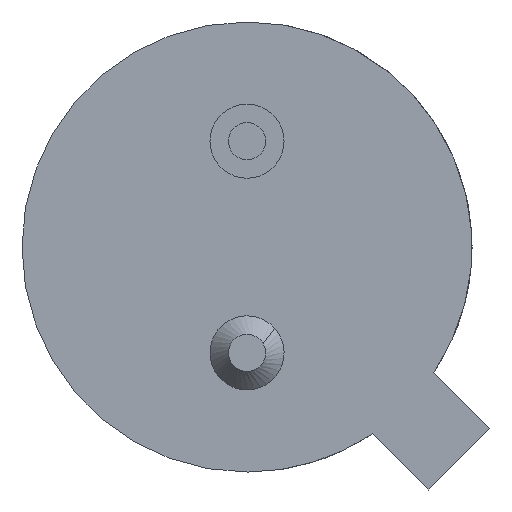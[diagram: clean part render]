
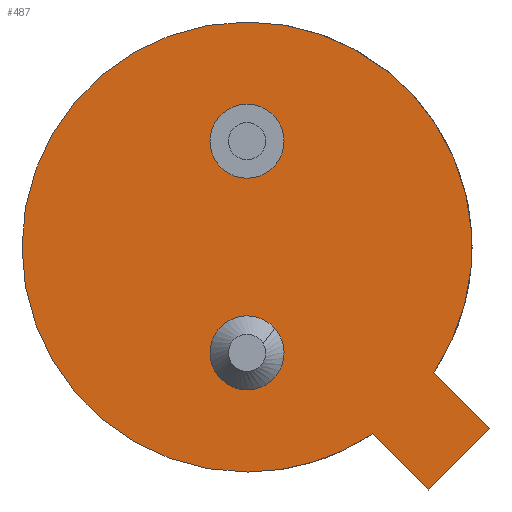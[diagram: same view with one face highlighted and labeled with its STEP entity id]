
A CAD part, front view. The second image highlights one B-rep face of the part: STEP entity #487.
In plain terms, the highlighted planar face has unit normal (0, -1, 0).
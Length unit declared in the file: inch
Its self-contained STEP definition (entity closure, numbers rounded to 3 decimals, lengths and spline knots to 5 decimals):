
#50 = VERTEX_POINT ( 'NONE', #340 ) ;
#57 = EDGE_CURVE ( 'NONE', #879, #979, #1129, .T. ) ;
#62 = DIRECTION ( 'NONE',  ( 0., 1., 0. ) ) ;
#65 = EDGE_CURVE ( 'NONE', #524, #128, #906, .T. ) ;
#73 = EDGE_CURVE ( 'NONE', #232, #298, #1330, .T. ) ;
#74 = AXIS2_PLACEMENT_3D ( 'NONE', #258, #399, #552 ) ;
#95 = CARTESIAN_POINT ( 'NONE',  ( 0.05926, -0.012, -0.08825 ) ) ;
#121 = AXIS2_PLACEMENT_3D ( 'NONE', #208, #62, #1286 ) ;
#128 = VERTEX_POINT ( 'NONE', #249 ) ;
#149 = CARTESIAN_POINT ( 'NONE',  ( 0.08577, -0.012, -0.11477 ) ) ;
#165 = EDGE_LOOP ( 'NONE', ( #810, #828 ) ) ;
#169 = ORIENTED_EDGE ( 'NONE', *, *, #73, .F. ) ;
#198 = CARTESIAN_POINT ( 'NONE',  ( 0.08825, -0.012, -0.05926 ) ) ;
#208 = CARTESIAN_POINT ( 'NONE',  ( 0., -0.012, 0. ) ) ;
#232 = VERTEX_POINT ( 'NONE', #988 ) ;
#249 = CARTESIAN_POINT ( 'NONE',  ( 0., -0.012, -0.1063 ) ) ;
#258 = CARTESIAN_POINT ( 'NONE',  ( 0., -0.012, -0.05 ) ) ;
#278 = EDGE_CURVE ( 'NONE', #50, #753, #911, .T. ) ;
#294 = ORIENTED_EDGE ( 'NONE', *, *, #707, .F. ) ;
#298 = VERTEX_POINT ( 'NONE', #424 ) ;
#316 = AXIS2_PLACEMENT_3D ( 'NONE', #1148, #597, #453 ) ;
#332 = DIRECTION ( 'NONE',  ( 0.707, 0., -0.707 ) ) ;
#340 = CARTESIAN_POINT ( 'NONE',  ( 0.01308, -0.012, -0.03838 ) ) ;
#362 = EDGE_LOOP ( 'NONE', ( #476, #294, #780, #663, #882, #583 ) ) ;
#369 = VERTEX_POINT ( 'NONE', #149 ) ;
#397 = CIRCLE ( 'NONE', #1079, 0.0175 ) ;
#398 = VECTOR ( 'NONE', #818, 39.37008 ) ;
#399 = DIRECTION ( 'NONE',  ( 0., -1., 0. ) ) ;
#401 = CIRCLE ( 'NONE', #74, 0.0175 ) ;
#422 = AXIS2_PLACEMENT_3D ( 'NONE', #987, #584, #440 ) ;
#424 = CARTESIAN_POINT ( 'NONE',  ( 0., -0.012, 0.0675 ) ) ;
#440 = DIRECTION ( 'NONE',  ( 0., 0., 1. ) ) ;
#442 = DIRECTION ( 'NONE',  ( -0.707, 0., -0.707 ) ) ;
#453 = DIRECTION ( 'NONE',  ( 0., 0., 1. ) ) ;
#464 = CARTESIAN_POINT ( 'NONE',  ( 0., -0.012, 0.1063 ) ) ;
#472 = CARTESIAN_POINT ( 'NONE',  ( 0.08825, -0.012, -0.05926 ) ) ;
#476 = ORIENTED_EDGE ( 'NONE', *, *, #65, .F. ) ;
#487 = ADVANCED_FACE ( 'NONE', ( #840, #978, #1054 ), #1320, .F. ) ;
#509 = EDGE_CURVE ( 'NONE', #298, #232, #397, .T. ) ;
#524 = VERTEX_POINT ( 'NONE', #95 ) ;
#535 = DIRECTION ( 'NONE',  ( 0., 0., -1. ) ) ;
#552 = DIRECTION ( 'NONE',  ( 0., 0., -1. ) ) ;
#583 = ORIENTED_EDGE ( 'NONE', *, *, #1211, .F. ) ;
#584 = DIRECTION ( 'NONE',  ( 0., 1., 0. ) ) ;
#586 = CARTESIAN_POINT ( 'NONE',  ( 0.11477, -0.012, -0.08577 ) ) ;
#597 = DIRECTION ( 'NONE',  ( 0., 1., 0. ) ) ;
#605 = EDGE_CURVE ( 'NONE', #753, #50, #401, .T. ) ;
#625 = LINE ( 'NONE', #472, #1307 ) ;
#647 = DIRECTION ( 'NONE',  ( 0., 0., 1. ) ) ;
#663 = ORIENTED_EDGE ( 'NONE', *, *, #904, .F. ) ;
#670 = DIRECTION ( 'NONE',  ( 0., -1., 0. ) ) ;
#707 = EDGE_CURVE ( 'NONE', #369, #524, #1085, .T. ) ;
#722 = LINE ( 'NONE', #586, #1342 ) ;
#733 = CIRCLE ( 'NONE', #422, 0.1063 ) ;
#737 = CARTESIAN_POINT ( 'NONE',  ( 0.11477, -0.012, -0.08577 ) ) ;
#753 = VERTEX_POINT ( 'NONE', #839 ) ;
#757 = EDGE_LOOP ( 'NONE', ( #1345, #169 ) ) ;
#764 = DIRECTION ( 'NONE',  ( 0., -1., 0. ) ) ;
#780 = ORIENTED_EDGE ( 'NONE', *, *, #1001, .F. ) ;
#791 = CARTESIAN_POINT ( 'NONE',  ( 0., -0.012, -0.05 ) ) ;
#807 = DIRECTION ( 'NONE',  ( 0., 0., 1. ) ) ;
#810 = ORIENTED_EDGE ( 'NONE', *, *, #278, .F. ) ;
#818 = DIRECTION ( 'NONE',  ( -0.707, 0., 0.707 ) ) ;
#828 = ORIENTED_EDGE ( 'NONE', *, *, #605, .F. ) ;
#839 = CARTESIAN_POINT ( 'NONE',  ( -0.01308, -0.012, -0.06162 ) ) ;
#840 = FACE_OUTER_BOUND ( 'NONE', #362, .T. ) ;
#866 = CARTESIAN_POINT ( 'NONE',  ( 0.05926, -0.012, -0.08825 ) ) ;
#879 = VERTEX_POINT ( 'NONE', #464 ) ;
#882 = ORIENTED_EDGE ( 'NONE', *, *, #57, .F. ) ;
#894 = CARTESIAN_POINT ( 'NONE',  ( 0., -0.012, 0.05 ) ) ;
#904 = EDGE_CURVE ( 'NONE', #979, #1281, #625, .T. ) ;
#906 = CIRCLE ( 'NONE', #316, 0.1063 ) ;
#911 = CIRCLE ( 'NONE', #1104, 0.0175 ) ;
#943 = DIRECTION ( 'NONE',  ( 0., 0., 1. ) ) ;
#950 = DIRECTION ( 'NONE',  ( 0., -1., 0. ) ) ;
#978 = FACE_BOUND ( 'NONE', #165, .T. ) ;
#979 = VERTEX_POINT ( 'NONE', #198 ) ;
#987 = CARTESIAN_POINT ( 'NONE',  ( 0., -0.012, 0. ) ) ;
#988 = CARTESIAN_POINT ( 'NONE',  ( 0., -0.012, 0.0325 ) ) ;
#1001 = EDGE_CURVE ( 'NONE', #1281, #369, #722, .T. ) ;
#1054 = FACE_BOUND ( 'NONE', #757, .T. ) ;
#1072 = AXIS2_PLACEMENT_3D ( 'NONE', #894, #764, #647 ) ;
#1079 = AXIS2_PLACEMENT_3D ( 'NONE', #1086, #950, #807 ) ;
#1085 = LINE ( 'NONE', #866, #398 ) ;
#1086 = CARTESIAN_POINT ( 'NONE',  ( 0., -0.012, 0.05 ) ) ;
#1087 = AXIS2_PLACEMENT_3D ( 'NONE', #1351, #1221, #943 ) ;
#1104 = AXIS2_PLACEMENT_3D ( 'NONE', #791, #670, #535 ) ;
#1129 = CIRCLE ( 'NONE', #121, 0.1063 ) ;
#1148 = CARTESIAN_POINT ( 'NONE',  ( 0., -0.012, 0. ) ) ;
#1211 = EDGE_CURVE ( 'NONE', #128, #879, #733, .T. ) ;
#1221 = DIRECTION ( 'NONE',  ( 0., 1., 0. ) ) ;
#1281 = VERTEX_POINT ( 'NONE', #737 ) ;
#1286 = DIRECTION ( 'NONE',  ( 0., 0., 1. ) ) ;
#1307 = VECTOR ( 'NONE', #332, 39.37008 ) ;
#1320 = PLANE ( 'NONE',  #1087 ) ;
#1330 = CIRCLE ( 'NONE', #1072, 0.0175 ) ;
#1342 = VECTOR ( 'NONE', #442, 39.37008 ) ;
#1345 = ORIENTED_EDGE ( 'NONE', *, *, #509, .F. ) ;
#1351 = CARTESIAN_POINT ( 'NONE',  ( 0., -0.012, 0. ) ) ;
